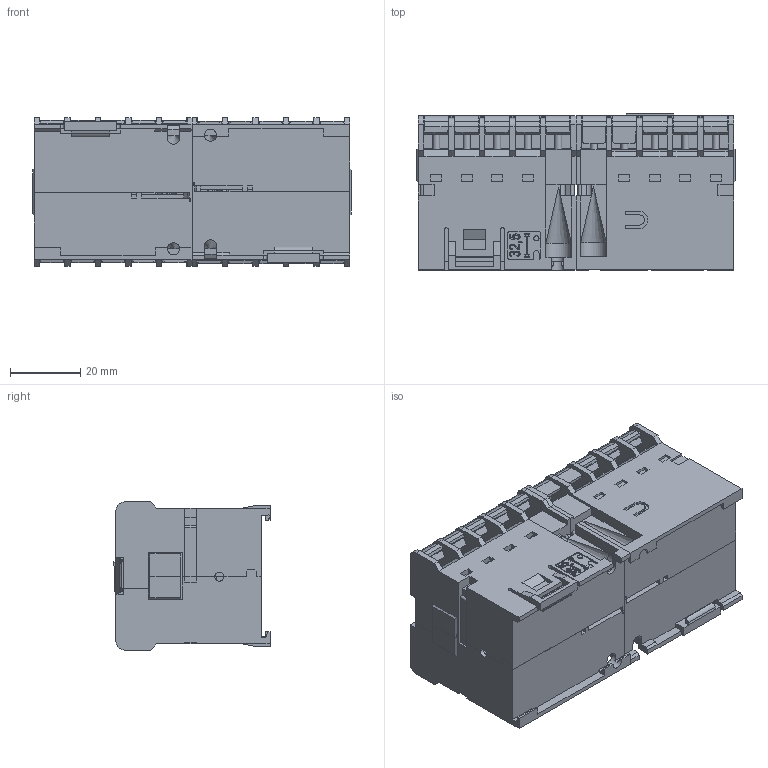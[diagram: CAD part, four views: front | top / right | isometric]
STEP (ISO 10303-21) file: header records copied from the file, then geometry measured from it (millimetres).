
FILE_DESCRIPTION((''),'2;1');
FILE_NAME('CWI07_ASM','2020-10-26T',('marketing.praksa'),('Audax d.o.o.'),'CREO PARAMETRIC BY PTC INC, 2017480','CREO PARAMETRIC BY PTC INC, 2017480','');
FILE_SCHEMA(('AUTOMOTIVE_DESIGN { 1 0 10303 214 1 1 1 1 }'));
Products named in the file (38): CWI07_1_1; CWI07_2; CWI07_3; CWI07_4; CWI07_5; CWI07_6; CWI07_7; CWI07_8; CWI07_9; CWI07_10; CWI07_11; CWI07_12; CWI07_13; CWI07_14; CWI07_15; CWI07_16; CWI07_17; CWI07_18; CWI07_19; CWI07_20; CWI07_21; CWI07_22; CWI07_23; CWI07_24; CWI07_25; CWI07_26; CWI07_27; CWI07_28; CWI07_1_ASM; OPEN_CASCADE_STEP_TRANSLATOR_36; OPEN_CASCADE_STEP_TRANSLAT-2_12; OPEN_CASCADE_STEP_TRANSLAT-2_13; OPEN_CASCADE_STEP_TRANSLATOR_37_ASM; 200__LOGO_ASM_1_ASM_1_1_2_3_4_9_ASM; TRAFO_ASM_1_ASM_1_1_2_3_4_5_6_9_ASM; CTR30_50_5_ASM_1_1_2_3_4_5_6__9_ASM; ASM0020_ASM; CWI07_ASM
Assembly tree (37 placements, depth 7):
  CWI07_ASM
    CWI07_1_ASM
      CWI07_1_1
      CWI07_2
      CWI07_3
      CWI07_4
      CWI07_5
      CWI07_6
      CWI07_7
      CWI07_8
      CWI07_9
      CWI07_10
      CWI07_11
      CWI07_12
      CWI07_13
      CWI07_14
      CWI07_15
      CWI07_16
      CWI07_17
      CWI07_18
      CWI07_19
      CWI07_20
      CWI07_21
      CWI07_22
      CWI07_23
      CWI07_24
      CWI07_25
      CWI07_26
      CWI07_27
      CWI07_28
    ASM0020_ASM
      CTR30_50_5_ASM_1_1_2_3_4_5_6__9_ASM
        TRAFO_ASM_1_ASM_1_1_2_3_4_5_6_9_ASM
          200__LOGO_ASM_1_ASM_1_1_2_3_4_9_ASM
            OPEN_CASCADE_STEP_TRANSLATOR_37_ASM
              OPEN_CASCADE_STEP_TRANSLATOR_36
              OPEN_CASCADE_STEP_TRANSLAT-2_12
              OPEN_CASCADE_STEP_TRANSLAT-2_13
Bounding box: 91 x 44.55 x 42.3 mm (x, y, z)
Volume: 124290.9 mm3; surface area: 61123.8 mm2
Topology: 31 solids, 45 shells, 3036 faces, 8476 edges, 5554 vertices
Faces by surface type: plane 2096, cylinder 532, torus 172, cone 118, extrusion 74, bspline 44
Entity records: 126788 total; most frequent: CARTESIAN_POINT 25014, ORIENTED_EDGE 16936, DIRECTION 15442, EDGE_CURVE 8468, VECTOR 6264, LINE 6190, VERTEX_POINT 5554, AXIS2_PLACEMENT_3D 4589
